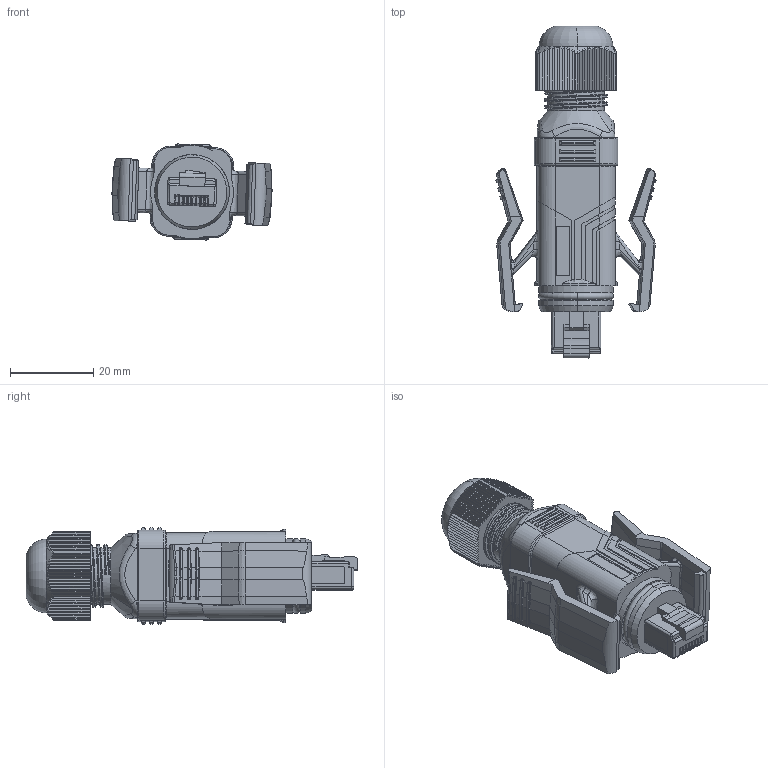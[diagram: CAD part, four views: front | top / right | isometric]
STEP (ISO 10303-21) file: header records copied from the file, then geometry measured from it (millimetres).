
FILE_DESCRIPTION(('Creo Elements/Direct Modeling STEP Export'),'2;1');
FILE_NAME('model.stp','2023-09-28T 9:48:56',(''),(''),'Creo Elements/Direct Modeling STEP processor for AP214 (Solid Model)','Creo Elements/Direct Modeling 20.1D 10-Oct-2020 (C) Parametric Technology GmbH','');
FILE_SCHEMA(('AUTOMOTIVE_DESIGN { 1 0 10303 214 1 1 1 1 }'));
Products named in the file (2): VS-08-RJ45-5-Q_IP20_STECK-RDM-gedrückt
Assembly tree (1 placements, depth 2):
  VS-08-RJ45-5-Q_IP20_STECK-RDM-gedrückt
    VS-08-RJ45-5-Q_IP20_STECK-RDM-gedrückt
Bounding box: 38.41 x 79.65 x 23.05 mm (x, y, z)
Volume: 23779.5 mm3; surface area: 10634.2 mm2
Topology: 1 solids, 1 shells, 1205 faces, 3124 edges, 1930 vertices
Faces by surface type: plane 530, bspline 282, cylinder 253, extrusion 76, torus 38, cone 24, sphere 2
Entity records: 76418 total; most frequent: CARTESIAN_POINT 41460, ORIENTED_EDGE 6230, DIRECTION 3538, EDGE_CURVE 3115, VERTEX_POINT 1930, VECTOR 1416, B_SPLINE_CURVE_WITH_KNOTS 1377, LINE 1340
